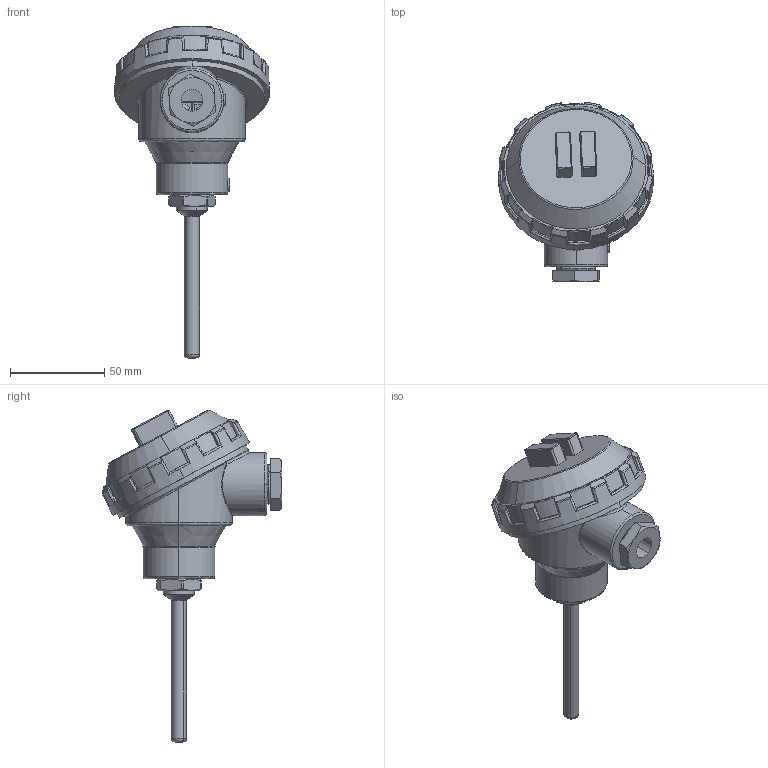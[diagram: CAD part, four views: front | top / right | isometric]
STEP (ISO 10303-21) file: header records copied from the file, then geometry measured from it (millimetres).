
FILE_DESCRIPTION (( 'STEP AP214' ), '1' );
FILE_NAME ('Ñáîðêà ÄÒÑ015Ë.STEP', '2020-02-22T12:04:07', ( '' ), ( '' ), 'SwSTEP 2.0', 'SolidWorks 2019', '' );
FILE_SCHEMA (( 'AUTOMOTIVE_DESIGN' ));
Length unit declared in the file: millimetre
Products named in the file (13): Êîðïóñ ÄÒÑ015Ë; Êðûøêà ÄÒÑ015Ë; êîíòàêò; Ïðîêëàäêà ãîëîâêà ÄÒÑ015Ë; Ãåðìîââîä ÄÒÑ015Ë; (019)ﾊﾓﾂﾔ.713541.430.019 ﾄﾒﾑ 015ﾋ; 睯艜; ïðîêëàäêà ÄÒÑ015Ë; Ïåðåõîä 1ê1 ÄÒÑ015Ë; 忴譇擯罻 栖闉罻; 忴譇擯罻; Ñáîðêà ÄÒÑ015Ë; Òðóáêà ÄÒÑ015Ë
Assembly tree (24 placements, depth 3):
  Ñáîðêà ÄÒÑ015Ë
    Êîðïóñ ÄÒÑ015Ë
    Ãåðìîââîä ÄÒÑ015Ë
    ïðîêëàäêà ÄÒÑ015Ë
    Êðûøêà ÄÒÑ015Ë
    Ïðîêëàäêà ãîëîâêà ÄÒÑ015Ë
    Òðóáêà ÄÒÑ015Ë
    (019)ﾊﾓﾂﾔ.713541.430.019 ﾄﾒﾑ 015ﾋ
    Ïåðåõîä 1ê1 ÄÒÑ015Ë
    忴譇擯罻 栖闉罻
      忴譇擯罻
      êîíòàêò  x4
      睯艜  x8
    睯艜  x2
Bounding box: 82 x 95.23 x 175.81 mm (x, y, z)
Volume: 120013.2 mm3; surface area: 74776 mm2
Topology: 23 solids, 23 shells, 751 faces, 1859 edges, 1186 vertices
Faces by surface type: plane 243, cylinder 212, bspline 197, cone 93, torus 6
Entity records: 134871 total; most frequent: CARTESIAN_POINT 115799, ORIENTED_EDGE 2992, DIRECTION 2205, EDGE_CURVE 1496, VERTEX_POINT 964, AXIS2_PLACEMENT_3D 852, EDGE_LOOP 652, ADVANCED_FACE 580
